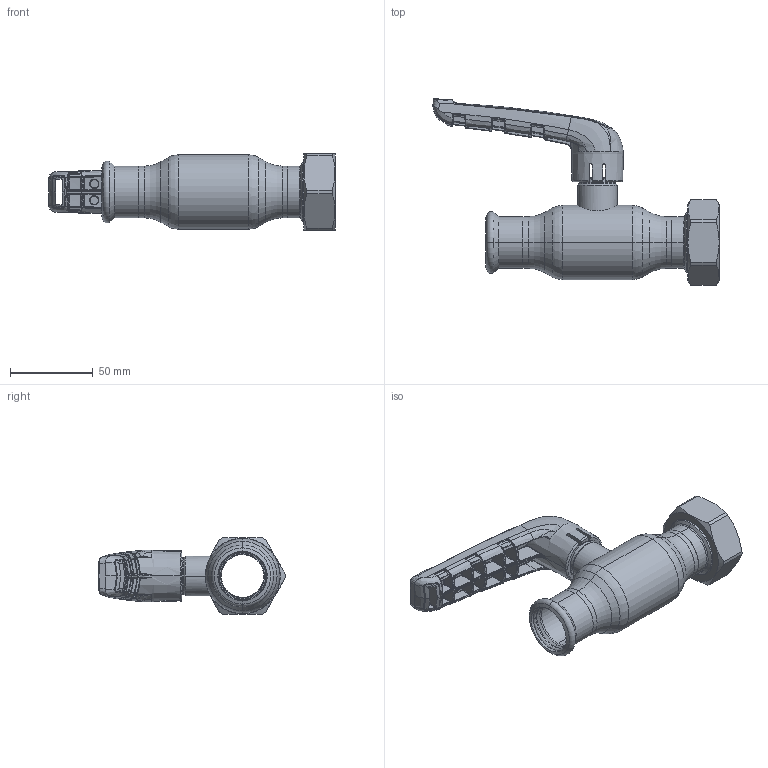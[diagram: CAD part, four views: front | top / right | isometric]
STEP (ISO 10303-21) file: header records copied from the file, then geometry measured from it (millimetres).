
FILE_DESCRIPTION (( 'STEP AP214' ), '1' );
FILE_NAME ('1025001400-xxxx.step', '2019-05-07T11:42:53', ( '' ), ( '' ), 'SwSTEP 2.0', 'SolidWorks 2017', '' );
FILE_SCHEMA (( 'AUTOMOTIVE_DESIGN' ));
Length unit declared in the file: millimetre
Products named in the file (1): 1025001400-xxxx
Bounding box: 173.27 x 113.11 x 46 mm (x, y, z)
Surface area: 45774.9 mm2 (no closed solid volume)
Topology: 0 solids, 11 shells, 801 faces, 2526 edges, 1648 vertices
Faces by surface type: bspline 613, plane 62, cylinder 50, cone 37, torus 23, sphere 16
Entity records: 60995 total; most frequent: CARTESIAN_POINT 35740, ORIENTED_EDGE 4227, EDGE_CURVE 2510, DIRECTION 1754, B_SPLINE_CURVE_WITH_KNOTS 1733, VERTEX_POINT 1640, EDGE_LOOP 823, UNCERTAINTY_MEASURE_WITH_UNIT 803
